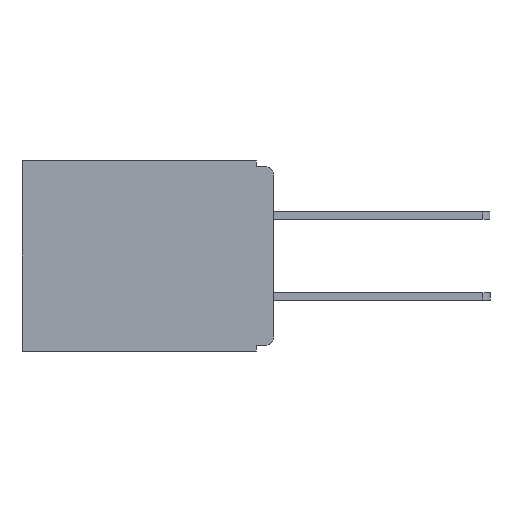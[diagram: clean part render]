
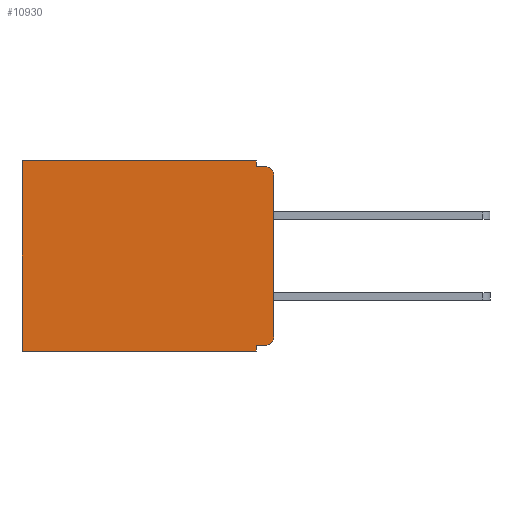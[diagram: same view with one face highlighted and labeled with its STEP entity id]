
A CAD part, left-side view. The second image highlights one B-rep face of the part: STEP entity #10930.
In plain terms, the highlighted planar face has unit normal (-1, 0, 0).
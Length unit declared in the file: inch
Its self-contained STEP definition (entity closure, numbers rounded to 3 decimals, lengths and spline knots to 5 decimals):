
#48 = ORIENTED_EDGE ( 'NONE', *, *, #4196, .F. ) ;
#199 = VERTEX_POINT ( 'NONE', #2272 ) ;
#295 = LINE ( 'NONE', #4942, #7447 ) ;
#443 = CARTESIAN_POINT ( 'NONE',  ( 0.3, 0., -0.025 ) ) ;
#542 = ORIENTED_EDGE ( 'NONE', *, *, #8516, .F. ) ;
#727 = VECTOR ( 'NONE', #3739, 39.37008 ) ;
#1086 = VERTEX_POINT ( 'NONE', #2811 ) ;
#1247 = CARTESIAN_POINT ( 'NONE',  ( 0.3, 0.437, -0.33 ) ) ;
#1433 = AXIS2_PLACEMENT_3D ( 'NONE', #1926, #8309, #2922 ) ;
#1708 = CARTESIAN_POINT ( 'NONE',  ( 0.3, 0., -0.33 ) ) ;
#1714 = VERTEX_POINT ( 'NONE', #4612 ) ;
#1740 = VERTEX_POINT ( 'NONE', #6181 ) ;
#1819 = LINE ( 'NONE', #5016, #9372 ) ;
#1926 = CARTESIAN_POINT ( 'NONE',  ( 0.3, 0., -0.33 ) ) ;
#2272 = CARTESIAN_POINT ( 'NONE',  ( 0.3, 0.437, 0. ) ) ;
#2472 = EDGE_CURVE ( 'NONE', #9195, #199, #8136, .T. ) ;
#2485 = DIRECTION ( 'NONE',  ( -1., 0., 0. ) ) ;
#2527 = ORIENTED_EDGE ( 'NONE', *, *, #2472, .T. ) ;
#2811 = CARTESIAN_POINT ( 'NONE',  ( 0.3, 0.031, -0.32 ) ) ;
#2922 = DIRECTION ( 'NONE',  ( 0., 0., -1. ) ) ;
#3136 = EDGE_CURVE ( 'NONE', #9195, #1714, #1819, .T. ) ;
#3183 = VERTEX_POINT ( 'NONE', #4877 ) ;
#3433 = EDGE_CURVE ( 'NONE', #5719, #1740, #8110, .T. ) ;
#3739 = DIRECTION ( 'NONE',  ( 0., 0., -1. ) ) ;
#3947 = EDGE_CURVE ( 'NONE', #8216, #4208, #7267, .T. ) ;
#4196 = EDGE_CURVE ( 'NONE', #3183, #1086, #7395, .T. ) ;
#4208 = VERTEX_POINT ( 'NONE', #1247 ) ;
#4562 = ORIENTED_EDGE ( 'NONE', *, *, #3136, .F. ) ;
#4610 = DIRECTION ( 'NONE',  ( 0., 0., -1. ) ) ;
#4612 = CARTESIAN_POINT ( 'NONE',  ( 0.3, 0.031, -0.01 ) ) ;
#4623 = CARTESIAN_POINT ( 'NONE',  ( 0.3, 0.031, -0.33 ) ) ;
#4877 = CARTESIAN_POINT ( 'NONE',  ( 0.3, 0.015, -0.32 ) ) ;
#4924 = VECTOR ( 'NONE', #8044, 39.37008 ) ;
#4942 = CARTESIAN_POINT ( 'NONE',  ( 0.3, 0., -0.01 ) ) ;
#5016 = CARTESIAN_POINT ( 'NONE',  ( 0.3, 0.031, 0. ) ) ;
#5104 = DIRECTION ( 'NONE',  ( 0., -1., 0. ) ) ;
#5180 = EDGE_CURVE ( 'NONE', #3183, #1740, #5718, .T. ) ;
#5713 = DIRECTION ( 'NONE',  ( 0., 0., -1. ) ) ;
#5718 = CIRCLE ( 'NONE', #7366, 0.015 ) ;
#5719 = VERTEX_POINT ( 'NONE', #443 ) ;
#5877 = ORIENTED_EDGE ( 'NONE', *, *, #7483, .F. ) ;
#5889 = ORIENTED_EDGE ( 'NONE', *, *, #3947, .F. ) ;
#5996 = FACE_OUTER_BOUND ( 'NONE', #9449, .T. ) ;
#6094 = ORIENTED_EDGE ( 'NONE', *, *, #5180, .T. ) ;
#6161 = ORIENTED_EDGE ( 'NONE', *, *, #3433, .F. ) ;
#6181 = CARTESIAN_POINT ( 'NONE',  ( 0.3, 0., -0.305 ) ) ;
#6240 = AXIS2_PLACEMENT_3D ( 'NONE', #7911, #2485, #8790 ) ;
#6549 = PLANE ( 'NONE',  #1433 ) ;
#6584 = CARTESIAN_POINT ( 'NONE',  ( 0.3, 0.031, 0. ) ) ;
#6709 = DIRECTION ( 'NONE',  ( 0., 0., -1. ) ) ;
#6811 = EDGE_CURVE ( 'NONE', #199, #4208, #9675, .T. ) ;
#6959 = DIRECTION ( 'NONE',  ( 0., 1., 0. ) ) ;
#7172 = LINE ( 'NONE', #4623, #11777 ) ;
#7235 = DIRECTION ( 'NONE',  ( 0., 0., -1. ) ) ;
#7267 = LINE ( 'NONE', #8654, #4924 ) ;
#7337 = VECTOR ( 'NONE', #7235, 39.37008 ) ;
#7366 = AXIS2_PLACEMENT_3D ( 'NONE', #9738, #8374, #6709 ) ;
#7395 = LINE ( 'NONE', #10038, #9467 ) ;
#7446 = CARTESIAN_POINT ( 'NONE',  ( 0.3, 0.031, -0.33 ) ) ;
#7447 = VECTOR ( 'NONE', #5104, 39.37008 ) ;
#7483 = EDGE_CURVE ( 'NONE', #1714, #9322, #295, .T. ) ;
#7911 = CARTESIAN_POINT ( 'NONE',  ( 0.3, 0.015, -0.025 ) ) ;
#8044 = DIRECTION ( 'NONE',  ( 0., 1., 0. ) ) ;
#8049 = ORIENTED_EDGE ( 'NONE', *, *, #6811, .T. ) ;
#8110 = LINE ( 'NONE', #1708, #727 ) ;
#8136 = LINE ( 'NONE', #8416, #10194 ) ;
#8216 = VERTEX_POINT ( 'NONE', #7446 ) ;
#8309 = DIRECTION ( 'NONE',  ( 1., 0., 0. ) ) ;
#8374 = DIRECTION ( 'NONE',  ( -1., 0., 0. ) ) ;
#8416 = CARTESIAN_POINT ( 'NONE',  ( 0.3, 0., 0. ) ) ;
#8516 = EDGE_CURVE ( 'NONE', #1086, #8216, #7172, .T. ) ;
#8654 = CARTESIAN_POINT ( 'NONE',  ( 0.3, 0., -0.33 ) ) ;
#8790 = DIRECTION ( 'NONE',  ( 0., 0., -1. ) ) ;
#8885 = DIRECTION ( 'NONE',  ( 0., 1., 0. ) ) ;
#9195 = VERTEX_POINT ( 'NONE', #6584 ) ;
#9322 = VERTEX_POINT ( 'NONE', #10256 ) ;
#9372 = VECTOR ( 'NONE', #5713, 39.37008 ) ;
#9449 = EDGE_LOOP ( 'NONE', ( #6161, #11276, #5877, #4562, #2527, #8049, #5889, #542, #48, #6094 ) ) ;
#9467 = VECTOR ( 'NONE', #6959, 39.37008 ) ;
#9675 = LINE ( 'NONE', #10838, #7337 ) ;
#9704 = CIRCLE ( 'NONE', #6240, 0.015 ) ;
#9738 = CARTESIAN_POINT ( 'NONE',  ( 0.3, 0.015, -0.305 ) ) ;
#10038 = CARTESIAN_POINT ( 'NONE',  ( 0.3, 0., -0.32 ) ) ;
#10194 = VECTOR ( 'NONE', #8885, 39.37008 ) ;
#10256 = CARTESIAN_POINT ( 'NONE',  ( 0.3, 0.015, -0.01 ) ) ;
#10838 = CARTESIAN_POINT ( 'NONE',  ( 0.3, 0.437, -0.33 ) ) ;
#10930 = ADVANCED_FACE ( 'NONE', ( #5996 ), #6549, .F. ) ;
#11253 = EDGE_CURVE ( 'NONE', #5719, #9322, #9704, .T. ) ;
#11276 = ORIENTED_EDGE ( 'NONE', *, *, #11253, .T. ) ;
#11777 = VECTOR ( 'NONE', #4610, 39.37008 ) ;
